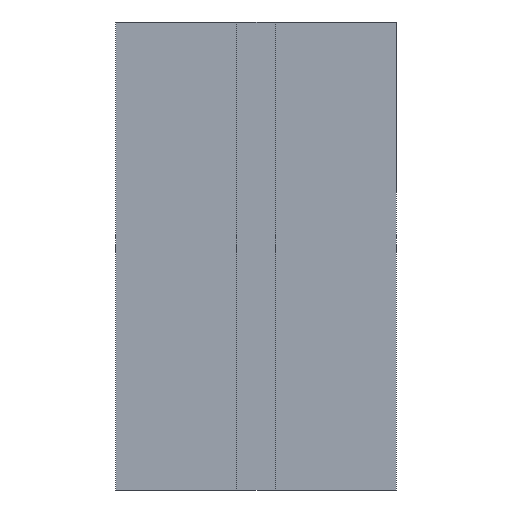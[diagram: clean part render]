
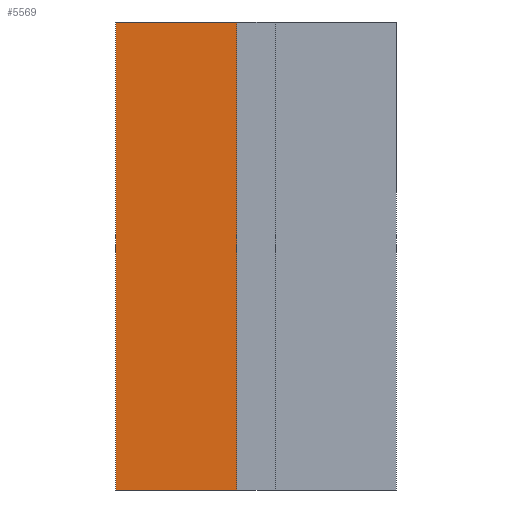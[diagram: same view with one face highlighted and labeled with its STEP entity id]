
A CAD part, front view. The second image highlights one B-rep face of the part: STEP entity #5569.
In plain terms, the highlighted planar face has unit normal (0, -1, 0).
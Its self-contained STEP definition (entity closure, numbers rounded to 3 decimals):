
#630 = FACE_OUTER_BOUND ( 'NONE', #4222, .T. ) ;
#799 = ORIENTED_EDGE ( 'NONE', *, *, #6447, .F. ) ;
#1020 = CARTESIAN_POINT ( 'NONE',  ( 7693.688, 1174.414, 0. ) ) ;
#1147 = LINE ( 'NONE', #2302, #6085 ) ;
#1463 = DIRECTION ( 'NONE',  ( 0., 0., -1. ) ) ;
#1746 = DIRECTION ( 'NONE',  ( 0., 0., 1. ) ) ;
#1797 = CARTESIAN_POINT ( 'NONE',  ( 7693.688, 1174.414, 100. ) ) ;
#1843 = CARTESIAN_POINT ( 'NONE',  ( 7719.588, 1174.414, 0. ) ) ;
#2257 = DIRECTION ( 'NONE',  ( 0., 1., 0. ) ) ;
#2302 = CARTESIAN_POINT ( 'NONE',  ( 7693.688, 1174.414, 100. ) ) ;
#2341 = DIRECTION ( 'NONE',  ( 0., 0., 1. ) ) ;
#2364 = PLANE ( 'NONE',  #3255 ) ;
#2430 = ORIENTED_EDGE ( 'NONE', *, *, #6432, .F. ) ;
#2644 = CARTESIAN_POINT ( 'NONE',  ( 7693.688, 1174.414, 100. ) ) ;
#2997 = VECTOR ( 'NONE', #1746, 1000. ) ;
#3255 = AXIS2_PLACEMENT_3D ( 'NONE', #2644, #2257, #2341 ) ;
#3974 = ORIENTED_EDGE ( 'NONE', *, *, #6458, .F. ) ;
#4058 = VERTEX_POINT ( 'NONE', #7000 ) ;
#4145 = LINE ( 'NONE', #8363, #5837 ) ;
#4222 = EDGE_LOOP ( 'NONE', ( #3974, #799, #2430, #5863 ) ) ;
#4288 = DIRECTION ( 'NONE',  ( 1., 0., 0. ) ) ;
#4604 = VERTEX_POINT ( 'NONE', #1843 ) ;
#5115 = CARTESIAN_POINT ( 'NONE',  ( 7719.588, 1174.414, 100. ) ) ;
#5569 = ADVANCED_FACE ( 'NONE', ( #630 ), #2364, .F. ) ;
#5624 = VECTOR ( 'NONE', #7614, 1000. ) ;
#5837 = VECTOR ( 'NONE', #1463, 1000. ) ;
#5863 = ORIENTED_EDGE ( 'NONE', *, *, #6465, .F. ) ;
#6085 = VECTOR ( 'NONE', #4288, 1000. ) ;
#6432 = EDGE_CURVE ( 'NONE', #7604, #4058, #8625, .T. ) ;
#6447 = EDGE_CURVE ( 'NONE', #4058, #8477, #1147, .T. ) ;
#6458 = EDGE_CURVE ( 'NONE', #8477, #4604, #4145, .T. ) ;
#6465 = EDGE_CURVE ( 'NONE', #4604, #7604, #7946, .T. ) ;
#7000 = CARTESIAN_POINT ( 'NONE',  ( 7693.688, 1174.414, 100. ) ) ;
#7604 = VERTEX_POINT ( 'NONE', #7909 ) ;
#7614 = DIRECTION ( 'NONE',  ( -1., 0., 0. ) ) ;
#7909 = CARTESIAN_POINT ( 'NONE',  ( 7693.688, 1174.414, 0. ) ) ;
#7946 = LINE ( 'NONE', #1020, #5624 ) ;
#8363 = CARTESIAN_POINT ( 'NONE',  ( 7719.588, 1174.414, 100. ) ) ;
#8477 = VERTEX_POINT ( 'NONE', #5115 ) ;
#8625 = LINE ( 'NONE', #1797, #2997 ) ;
